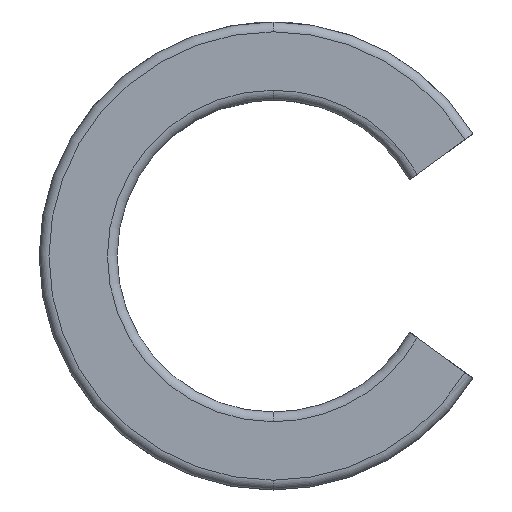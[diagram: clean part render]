
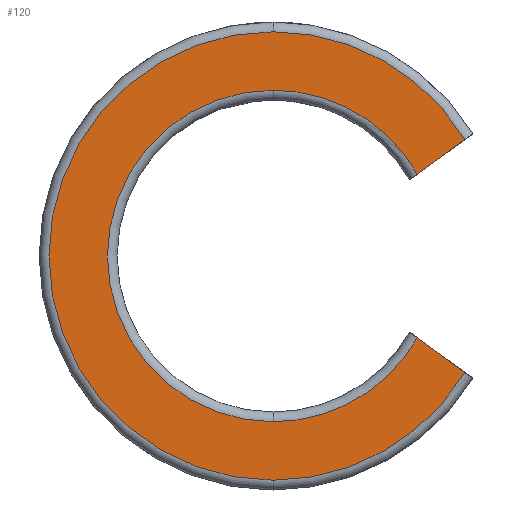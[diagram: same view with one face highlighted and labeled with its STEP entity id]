
A CAD part, left-side view. The second image highlights one B-rep face of the part: STEP entity #120.
In plain terms, the highlighted planar face has unit normal (-1, 0, 0).
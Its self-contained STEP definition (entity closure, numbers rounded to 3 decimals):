
#120 = ADVANCED_FACE( '', ( #214 ), #215, .T. );
#214 = FACE_OUTER_BOUND( '', #308, .T. );
#215 = PLANE( '', #309 );
#308 = EDGE_LOOP( '', ( #705, #706, #707, #708, #709, #710, #711, #712 ) );
#309 = AXIS2_PLACEMENT_3D( '', #713, #714, #715 );
#705 = ORIENTED_EDGE( '', *, *, #824, .T. );
#706 = ORIENTED_EDGE( '', *, *, #849, .T. );
#707 = ORIENTED_EDGE( '', *, *, #723, .T. );
#708 = ORIENTED_EDGE( '', *, *, #719, .T. );
#709 = ORIENTED_EDGE( '', *, *, #796, .T. );
#710 = ORIENTED_EDGE( '', *, *, #759, .F. );
#711 = ORIENTED_EDGE( '', *, *, #763, .F. );
#712 = ORIENTED_EDGE( '', *, *, #839, .F. );
#713 = CARTESIAN_POINT( '', ( 0., 50., 0. ) );
#714 = DIRECTION( '', ( -1., 0., 0. ) );
#715 = DIRECTION( '', ( 0., 1., 0. ) );
#719 = EDGE_CURVE( '', #850, #855, #857, .T. );
#723 = EDGE_CURVE( '', #859, #850, #864, .T. );
#759 = EDGE_CURVE( '', #931, #933, #934, .T. );
#763 = EDGE_CURVE( '', #938, #931, #940, .T. );
#796 = EDGE_CURVE( '', #855, #933, #998, .T. );
#824 = EDGE_CURVE( '', #1046, #1044, #1047, .T. );
#839 = EDGE_CURVE( '', #1046, #938, #1063, .T. );
#849 = EDGE_CURVE( '', #1044, #859, #1073, .T. );
#850 = VERTEX_POINT( '', #1074 );
#855 = VERTEX_POINT( '', #1079 );
#857 = CIRCLE( '', #1098, 57.5 );
#859 = VERTEX_POINT( '', #1100 );
#864 = CIRCLE( '', #1105, 57.5 );
#931 = VERTEX_POINT( '', #1267 );
#933 = VERTEX_POINT( '', #1269 );
#934 = CIRCLE( '', #1270, 42.5 );
#938 = VERTEX_POINT( '', #1291 );
#940 = CIRCLE( '', #1293, 42.5 );
#998 = LINE( '', #1514, #1515 );
#1044 = VERTEX_POINT( '', #1603 );
#1046 = VERTEX_POINT( '', #1622 );
#1047 = LINE( '', #1623, #1624 );
#1063 = CIRCLE( '', #1675, 42.5 );
#1073 = CIRCLE( '', #1685, 57.5 );
#1074 = CARTESIAN_POINT( '', ( 0., 0., -57.5 ) );
#1079 = CARTESIAN_POINT( '', ( 0., -49.153, -29.837 ) );
#1098 = AXIS2_PLACEMENT_3D( '', #1692, #1693, #1694 );
#1100 = CARTESIAN_POINT( '', ( 0., 0., 57.5 ) );
#1105 = AXIS2_PLACEMENT_3D( '', #1704, #1705, #1706 );
#1267 = CARTESIAN_POINT( '', ( 0., 0., -42.5 ) );
#1269 = CARTESIAN_POINT( '', ( 0., -36.961, -20.979 ) );
#1270 = AXIS2_PLACEMENT_3D( '', #1779, #1780, #1781 );
#1291 = CARTESIAN_POINT( '', ( 0., 0., 42.5 ) );
#1293 = AXIS2_PLACEMENT_3D( '', #1788, #1789, #1790 );
#1514 = CARTESIAN_POINT( '', ( 0., 10.923, 13.811 ) );
#1515 = VECTOR( '', #1848, 1. );
#1603 = CARTESIAN_POINT( '', ( 0., -49.153, 29.837 ) );
#1622 = CARTESIAN_POINT( '', ( 0., -36.961, 20.979 ) );
#1623 = CARTESIAN_POINT( '', ( 0., -10.828, 1.992 ) );
#1624 = VECTOR( '', #1874, 1. );
#1675 = AXIS2_PLACEMENT_3D( '', #1909, #1910, #1911 );
#1685 = AXIS2_PLACEMENT_3D( '', #1939, #1940, #1941 );
#1692 = CARTESIAN_POINT( '', ( 0., 0., 0. ) );
#1693 = DIRECTION( '', ( -1., 0., 0. ) );
#1694 = DIRECTION( '', ( 0., 1., 0. ) );
#1704 = CARTESIAN_POINT( '', ( 0., 0., 0. ) );
#1705 = DIRECTION( '', ( -1., 0., 0. ) );
#1706 = DIRECTION( '', ( 0., 1., 0. ) );
#1779 = CARTESIAN_POINT( '', ( 0., 0., 0. ) );
#1780 = DIRECTION( '', ( -1., 0., 0. ) );
#1781 = DIRECTION( '', ( 0., 1., 0. ) );
#1788 = CARTESIAN_POINT( '', ( 0., 0., 0. ) );
#1789 = DIRECTION( '', ( -1., 0., 0. ) );
#1790 = DIRECTION( '', ( 0., 1., 0. ) );
#1848 = DIRECTION( '', ( 0., 0.809, 0.588 ) );
#1874 = DIRECTION( '', ( 0., -0.809, 0.588 ) );
#1909 = CARTESIAN_POINT( '', ( 0., 0., 0. ) );
#1910 = DIRECTION( '', ( -1., 0., 0. ) );
#1911 = DIRECTION( '', ( 0., 1., 0. ) );
#1939 = CARTESIAN_POINT( '', ( 0., 0., 0. ) );
#1940 = DIRECTION( '', ( -1., 0., 0. ) );
#1941 = DIRECTION( '', ( 0., 1., 0. ) );
